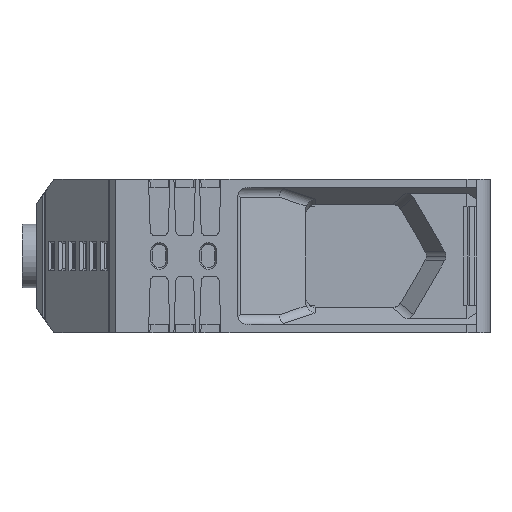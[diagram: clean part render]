
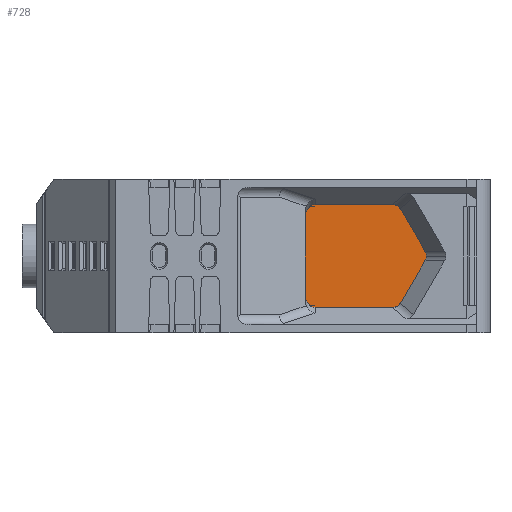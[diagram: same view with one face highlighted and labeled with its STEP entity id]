
A CAD part, left-side view. The second image highlights one B-rep face of the part: STEP entity #728.
In plain terms, the highlighted planar face has unit normal (-1, 0, 0).
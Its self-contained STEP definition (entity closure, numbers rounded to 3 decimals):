
#149=B_SPLINE_CURVE_WITH_KNOTS('',3,(#20332,#20333,#20334,#20335),.UNSPECIFIED.,
 .F.,.F.,(4,4),(0.,1.),.UNSPECIFIED.);
#150=B_SPLINE_CURVE_WITH_KNOTS('',3,(#20337,#20338,#20339,#20340),.UNSPECIFIED.,
 .F.,.F.,(4,4),(0.,1.),.UNSPECIFIED.);
#534=ELLIPSE('',#14118,2.309,2.);
#535=ELLIPSE('',#14119,2.309,2.);
#536=ELLIPSE('',#14120,2.,2.);
#537=ELLIPSE('',#14121,2.,2.);
#538=ELLIPSE('',#14122,2.,2.);
#539=ELLIPSE('',#14123,2.,2.);
#540=ELLIPSE('',#14124,2.,2.);
#541=ELLIPSE('',#14125,2.,2.);
#728=ADVANCED_FACE('',(#1913),#1451,.T.);
#1451=PLANE('',#14126);
#1913=FACE_OUTER_BOUND('',#2644,.T.);
#2644=EDGE_LOOP('',(#4320,#4321,#4322,#4323,#4324,#4325,#4326,#4327,#4328,
#4329,#4330,#4331,#4332,#4333,#4334,#4335));
#4320=ORIENTED_EDGE('',*,*,#9578,.F.);
#4321=ORIENTED_EDGE('',*,*,#9579,.F.);
#4322=ORIENTED_EDGE('',*,*,#9580,.T.);
#4323=ORIENTED_EDGE('',*,*,#9581,.T.);
#4324=ORIENTED_EDGE('',*,*,#9582,.T.);
#4325=ORIENTED_EDGE('',*,*,#9583,.F.);
#4326=ORIENTED_EDGE('',*,*,#9584,.T.);
#4327=ORIENTED_EDGE('',*,*,#9585,.F.);
#4328=ORIENTED_EDGE('',*,*,#9586,.T.);
#4329=ORIENTED_EDGE('',*,*,#9587,.T.);
#4330=ORIENTED_EDGE('',*,*,#9588,.F.);
#4331=ORIENTED_EDGE('',*,*,#9589,.F.);
#4332=ORIENTED_EDGE('',*,*,#9590,.T.);
#4333=ORIENTED_EDGE('',*,*,#9591,.F.);
#4334=ORIENTED_EDGE('',*,*,#9592,.T.);
#4335=ORIENTED_EDGE('',*,*,#9593,.F.);
#8207=VERTEX_POINT('',#20330);
#8208=VERTEX_POINT('',#20331);
#8209=VERTEX_POINT('',#20336);
#8210=VERTEX_POINT('',#20341);
#8211=VERTEX_POINT('',#20343);
#8212=VERTEX_POINT('',#20345);
#8213=VERTEX_POINT('',#20347);
#8214=VERTEX_POINT('',#20349);
#8215=VERTEX_POINT('',#20351);
#8216=VERTEX_POINT('',#20353);
#8217=VERTEX_POINT('',#20355);
#8218=VERTEX_POINT('',#20357);
#8219=VERTEX_POINT('',#20359);
#8220=VERTEX_POINT('',#20361);
#8221=VERTEX_POINT('',#20363);
#8222=VERTEX_POINT('',#20365);
#9578=EDGE_CURVE('',#8207,#8208,#534,.T.);
#9579=EDGE_CURVE('',#8209,#8207,#149,.T.);
#9580=EDGE_CURVE('',#8209,#8210,#150,.T.);
#9581=EDGE_CURVE('',#8210,#8211,#535,.T.);
#9582=EDGE_CURVE('',#8211,#8212,#11420,.T.);
#9583=EDGE_CURVE('',#8213,#8212,#536,.T.);
#9584=EDGE_CURVE('',#8213,#8214,#11421,.T.);
#9585=EDGE_CURVE('',#8215,#8214,#537,.T.);
#9586=EDGE_CURVE('',#8215,#8216,#11422,.T.);
#9587=EDGE_CURVE('',#8216,#8217,#538,.T.);
#9588=EDGE_CURVE('',#8218,#8217,#539,.T.);
#9589=EDGE_CURVE('',#8219,#8218,#11423,.T.);
#9590=EDGE_CURVE('',#8219,#8220,#540,.T.);
#9591=EDGE_CURVE('',#8221,#8220,#11424,.T.);
#9592=EDGE_CURVE('',#8221,#8222,#541,.T.);
#9593=EDGE_CURVE('',#8208,#8222,#11425,.T.);
#11420=LINE('',#20344,#12857);
#11421=LINE('',#20348,#12858);
#11422=LINE('',#20352,#12859);
#11423=LINE('',#20358,#12860);
#11424=LINE('',#20362,#12861);
#11425=LINE('',#20366,#12862);
#12857=VECTOR('',#15997,1.);
#12858=VECTOR('',#16000,1.);
#12859=VECTOR('',#16003,1.);
#12860=VECTOR('',#16008,1.);
#12861=VECTOR('',#16011,1.);
#12862=VECTOR('',#16014,1.);
#14118=AXIS2_PLACEMENT_3D('',#20329,#15993,#15994);
#14119=AXIS2_PLACEMENT_3D('',#20342,#15995,#15996);
#14120=AXIS2_PLACEMENT_3D('',#20346,#15998,#15999);
#14121=AXIS2_PLACEMENT_3D('',#20350,#16001,#16002);
#14122=AXIS2_PLACEMENT_3D('',#20354,#16004,#16005);
#14123=AXIS2_PLACEMENT_3D('',#20356,#16006,#16007);
#14124=AXIS2_PLACEMENT_3D('',#20360,#16009,#16010);
#14125=AXIS2_PLACEMENT_3D('',#20364,#16012,#16013);
#14126=AXIS2_PLACEMENT_3D('',#20367,#16015,#16016);
#15993=DIRECTION('',(1.,0.,0.));
#15994=DIRECTION('',(0.,0.,-1.));
#15995=DIRECTION('',(-1.,0.,0.));
#15996=DIRECTION('',(0.,0.,1.));
#15997=DIRECTION('',(0.,1.,0.));
#15998=DIRECTION('',(1.,0.,0.));
#15999=DIRECTION('',(0.,1.,0.));
#16000=DIRECTION('',(0.,-1.,0.));
#16001=DIRECTION('',(1.,0.,0.));
#16002=DIRECTION('',(0.,-1.,0.));
#16003=DIRECTION('',(0.,-0.5,0.866));
#16004=DIRECTION('',(-1.,0.,0.));
#16005=DIRECTION('',(0.,-1.,0.));
#16006=DIRECTION('',(1.,0.,0.));
#16007=DIRECTION('',(0.,-1.,0.));
#16008=DIRECTION('',(0.,-0.5,-0.866));
#16009=DIRECTION('',(-1.,0.,0.));
#16010=DIRECTION('',(0.,-1.,0.));
#16011=DIRECTION('',(0.,-1.,0.));
#16012=DIRECTION('',(-1.,0.,0.));
#16013=DIRECTION('',(0.,1.,0.));
#16014=DIRECTION('',(0.,1.,0.));
#16015=DIRECTION('',(-1.,0.,0.));
#16016=DIRECTION('',(0.,1.,0.));
#20329=CARTESIAN_POINT('',(-35.5,-56.8,23.552));
#20330=CARTESIAN_POINT('',(-35.5,-54.8,23.552));
#20331=CARTESIAN_POINT('',(-35.5,-56.601,25.85));
#20332=CARTESIAN_POINT('',(-35.5,-54.8,15.65));
#20333=CARTESIAN_POINT('',(-35.5,-54.8,18.284));
#20334=CARTESIAN_POINT('',(-35.5,-54.8,20.918));
#20335=CARTESIAN_POINT('',(-35.5,-54.8,23.552));
#20336=CARTESIAN_POINT('',(-35.5,-54.8,15.65));
#20337=CARTESIAN_POINT('',(-35.5,-54.8,15.65));
#20338=CARTESIAN_POINT('',(-35.5,-54.8,13.016));
#20339=CARTESIAN_POINT('',(-35.5,-54.8,10.382));
#20340=CARTESIAN_POINT('',(-35.5,-54.8,7.748));
#20341=CARTESIAN_POINT('',(-35.5,-54.8,7.748));
#20342=CARTESIAN_POINT('',(-35.5,-56.8,7.748));
#20343=CARTESIAN_POINT('',(-35.5,-56.601,5.45));
#20344=CARTESIAN_POINT('',(-35.5,-54.3,5.45));
#20345=CARTESIAN_POINT('',(-35.5,-55.747,5.45));
#20346=CARTESIAN_POINT('',(-35.5,-56.8,7.15));
#20347=CARTESIAN_POINT('',(-35.5,-56.8,5.15));
#20348=CARTESIAN_POINT('',(-35.5,-81.121,5.15));
#20349=CARTESIAN_POINT('',(-35.5,-72.592,5.15));
#20350=CARTESIAN_POINT('',(-35.5,-72.592,7.15));
#20351=CARTESIAN_POINT('',(-35.5,-74.325,6.15));
#20352=CARTESIAN_POINT('',(-35.5,-74.075,5.718));
#20353=CARTESIAN_POINT('',(-35.5,-79.232,14.65));
#20354=CARTESIAN_POINT('',(-35.5,-77.5,15.65));
#20355=CARTESIAN_POINT('',(-35.5,-79.5,15.65));
#20356=CARTESIAN_POINT('',(-35.5,-77.5,15.65));
#20357=CARTESIAN_POINT('',(-35.5,-79.232,16.65));
#20358=CARTESIAN_POINT('',(-35.5,-74.075,25.582));
#20359=CARTESIAN_POINT('',(-35.5,-74.325,25.15));
#20360=CARTESIAN_POINT('',(-35.5,-72.592,24.15));
#20361=CARTESIAN_POINT('',(-35.5,-72.592,26.15));
#20362=CARTESIAN_POINT('',(-35.5,-81.121,26.15));
#20363=CARTESIAN_POINT('',(-35.5,-56.8,26.15));
#20364=CARTESIAN_POINT('',(-35.5,-56.8,24.15));
#20365=CARTESIAN_POINT('',(-35.5,-55.747,25.85));
#20366=CARTESIAN_POINT('',(-35.5,-54.3,25.85));
#20367=CARTESIAN_POINT('',(-35.5,-81.121,29.65));
